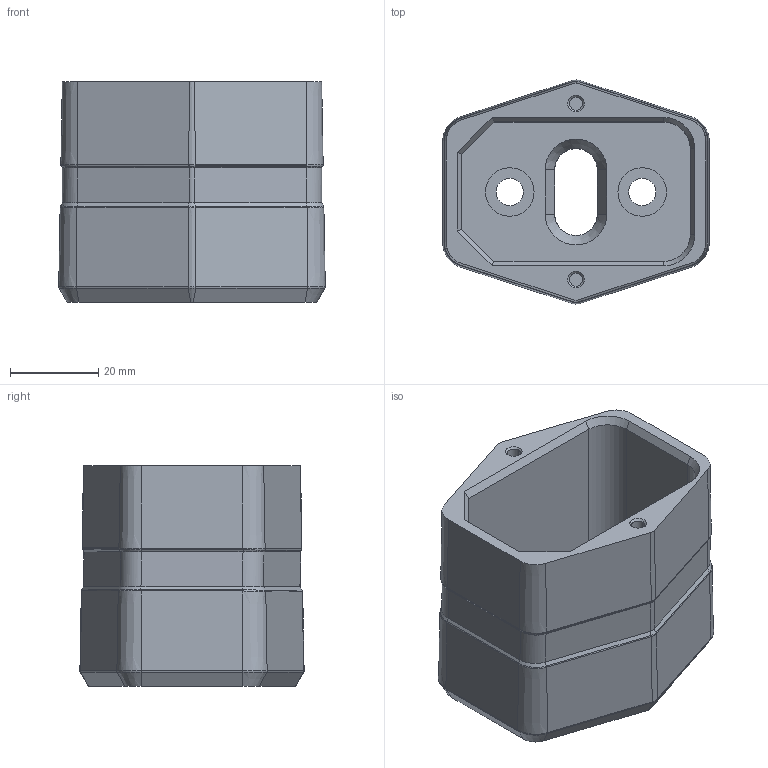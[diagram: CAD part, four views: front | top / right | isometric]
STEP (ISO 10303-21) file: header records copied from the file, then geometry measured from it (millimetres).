
FILE_DESCRIPTION (( 'STEP AP214' ), '1' );
FILE_NAME ('C13-14_Fused_Mains_Box.STEP', '2023-03-15T14:22:39', ( '' ), ( '' ), 'SwSTEP 2.0', 'SolidWorks 2023', '' );
FILE_SCHEMA (( 'AUTOMOTIVE_DESIGN' ));
Length unit declared in the file: millimetre
Products named in the file (1): C13-14_Fused_Mains_Box
Bounding box: 60.42 x 50.82 x 50 mm (x, y, z)
Volume: 46686.1 mm3; surface area: 20864.8 mm2
Topology: 1 solids, 1 shells, 183 faces, 416 edges, 240 vertices
Faces by surface type: plane 59, bspline 46, cylinder 44, cone 28, torus 6
Entity records: 6871 total; most frequent: CARTESIAN_POINT 3122, ORIENTED_EDGE 832, DIRECTION 676, EDGE_CURVE 416, AXIS2_PLACEMENT_3D 246, VERTEX_POINT 240, EDGE_LOOP 194, LINE 184
